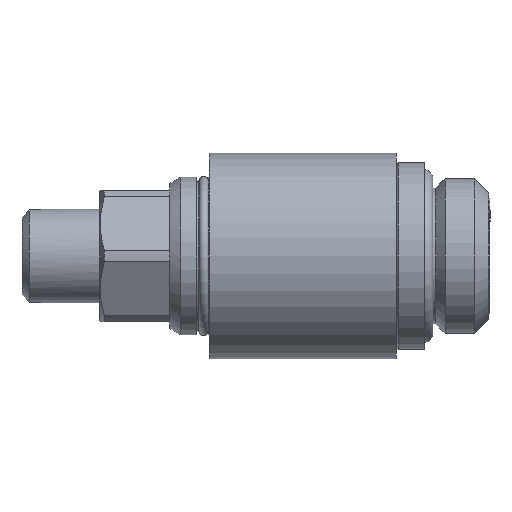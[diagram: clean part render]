
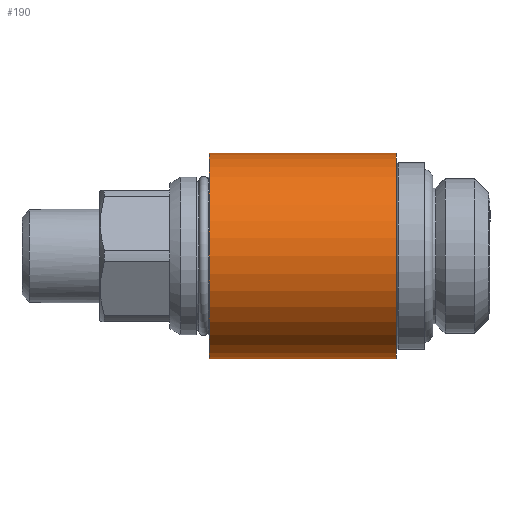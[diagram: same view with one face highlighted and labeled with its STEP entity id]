
A CAD part, left-side view. The second image highlights one B-rep face of the part: STEP entity #190.
In plain terms, the highlighted cylindrical face has radius 11 mm (diameter 22 mm), a full revolution.
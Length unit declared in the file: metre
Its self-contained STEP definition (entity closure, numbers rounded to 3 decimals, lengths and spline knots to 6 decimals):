
#190 = ADVANCED_FACE( 'NONE', ( #432, #433, #434 ), #435, .T. );
#432 = FACE_OUTER_BOUND( '', #904, .T. );
#433 = FACE_OUTER_BOUND( '', #905, .T. );
#434 = FACE_BOUND( '', #906, .T. );
#435 = CYLINDRICAL_SURFACE( '', #907, 0.011 );
#904 = EDGE_LOOP( '', ( #1404 ) );
#905 = EDGE_LOOP( '', ( #1405 ) );
#906 = EDGE_LOOP( '', ( #1406, #1407 ) );
#907 = AXIS2_PLACEMENT_3D( '', #1408, #1409, #1410 );
#1404 = ORIENTED_EDGE( '', *, *, #2038, .T. );
#1405 = ORIENTED_EDGE( '', *, *, #2039, .T. );
#1406 = ORIENTED_EDGE( '', *, *, #2040, .T. );
#1407 = ORIENTED_EDGE( '', *, *, #1975, .T. );
#1408 = CARTESIAN_POINT( '', ( 0., 0.036386, 0. ) );
#1409 = DIRECTION( '', ( 0., 1., 0. ) );
#1410 = DIRECTION( '', ( 0., 0., 1. ) );
#1975 = EDGE_CURVE( 'NONE', #2233, #2231, #2234, .T. );
#2038 = EDGE_CURVE( 'NONE', #2340, #2340, #2341, .T. );
#2039 = EDGE_CURVE( 'NONE', #2342, #2342, #2343, .T. );
#2040 = EDGE_CURVE( 'NONE', #2231, #2233, #2344, .T. );
#2231 = VERTEX_POINT( 'NONE', #2636 );
#2233 = VERTEX_POINT( 'NONE', #2638 );
#2234 = B_SPLINE_CURVE_WITH_KNOTS( '', 3, ( #2639, #2640, #2641, #2642, #2643, #2644, #2645, #2646, #2647, #2648, #2649, #2650, #2651, #2652, #2653, #2654, #2655, #2656, #2657, #2658, #2659, #2660, #2661 ), .UNSPECIFIED., .F., .F., ( 4, 1, 1, 1, 1, 1, 1, 1, 1, 1, 1, 1, 1, 1, 1, 1, 1, 1, 1, 1, 4 ), ( 0., 0.015629, 0.031259, 0.062504, 0.124933, 0.187377, 0.249898, 0.31242, 0.37494, 0.437461, 0.49998, 0.562501, 0.625023, 0.687544, 0.750065, 0.812587, 0.875041, 0.937484, 0.96874, 0.984367, 1. ), .UNSPECIFIED. );
#2340 = VERTEX_POINT( '', #2889 );
#2341 = CIRCLE( '', #2890, 0.011 );
#2342 = VERTEX_POINT( '', #2891 );
#2343 = CIRCLE( '', #2892, 0.011 );
#2344 = B_SPLINE_CURVE_WITH_KNOTS( '', 3, ( #2893, #2894, #2895, #2896, #2897, #2898, #2899, #2900, #2901, #2902, #2903, #2904, #2905, #2906, #2907, #2908, #2909, #2910, #2911, #2912, #2913, #2914, #2915 ), .UNSPECIFIED., .F., .F., ( 4, 1, 1, 1, 1, 1, 1, 1, 1, 1, 1, 1, 1, 1, 1, 1, 1, 1, 1, 1, 4 ), ( 0., 0.015629, 0.031259, 0.062504, 0.124933, 0.187378, 0.249898, 0.31242, 0.37494, 0.437461, 0.49998, 0.562501, 0.625022, 0.687543, 0.750064, 0.812586, 0.87504, 0.937484, 0.96874, 0.984367, 1. ), .UNSPECIFIED. );
#2636 = CARTESIAN_POINT( '', ( 0.009092, 0.022209, 0.006192 ) );
#2638 = CARTESIAN_POINT( '', ( 0.009093, 0.023407, -0.00619 ) );
#2639 = CARTESIAN_POINT( '', ( 0.009093, 0.023407, -0.00619 ) );
#2640 = CARTESIAN_POINT( '', ( 0.009087, 0.023301, -0.006198 ) );
#2641 = CARTESIAN_POINT( '', ( 0.009076, 0.023089, -0.006215 ) );
#2642 = CARTESIAN_POINT( '', ( 0.009072, 0.022663, -0.006221 ) );
#2643 = CARTESIAN_POINT( '', ( 0.009097, 0.02192, -0.006184 ) );
#2644 = CARTESIAN_POINT( '', ( 0.009236, 0.020877, -0.00598 ) );
#2645 = CARTESIAN_POINT( '', ( 0.009524, 0.019716, -0.005516 ) );
#2646 = CARTESIAN_POINT( '', ( 0.009882, 0.018676, -0.004855 ) );
#2647 = CARTESIAN_POINT( '', ( 0.010258, 0.017783, -0.004014 ) );
#2648 = CARTESIAN_POINT( '', ( 0.010601, 0.017063, -0.003007 ) );
#2649 = CARTESIAN_POINT( '', ( 0.010865, 0.01655, -0.001858 ) );
#2650 = CARTESIAN_POINT( '', ( 0.011008, 0.016285, -0.000605 ) );
#2651 = CARTESIAN_POINT( '', ( 0.011004, 0.016293, 0.000684 ) );
#2652 = CARTESIAN_POINT( '', ( 0.010852, 0.016575, 0.001932 ) );
#2653 = CARTESIAN_POINT( '', ( 0.010582, 0.017101, 0.003074 ) );
#2654 = CARTESIAN_POINT( '', ( 0.010235, 0.017833, 0.00407 ) );
#2655 = CARTESIAN_POINT( '', ( 0.00986, 0.018736, 0.004901 ) );
#2656 = CARTESIAN_POINT( '', ( 0.009504, 0.019783, 0.00555 ) );
#2657 = CARTESIAN_POINT( '', ( 0.009269, 0.020757, 0.005926 ) );
#2658 = CARTESIAN_POINT( '', ( 0.009158, 0.021475, 0.006094 ) );
#2659 = CARTESIAN_POINT( '', ( 0.009114, 0.021893, 0.006159 ) );
#2660 = CARTESIAN_POINT( '', ( 0.009099, 0.022104, 0.006181 ) );
#2661 = CARTESIAN_POINT( '', ( 0.009092, 0.022209, 0.006192 ) );
#2889 = CARTESIAN_POINT( '', ( 0., 0.0103, 0.011 ) );
#2890 = AXIS2_PLACEMENT_3D( '', #3478, #3479, #3480 );
#2891 = CARTESIAN_POINT( '', ( 0., 0.0303, 0.011 ) );
#2892 = AXIS2_PLACEMENT_3D( '', #3481, #3482, #3483 );
#2893 = CARTESIAN_POINT( '', ( 0.009092, 0.022209, 0.006192 ) );
#2894 = CARTESIAN_POINT( '', ( 0.009087, 0.022315, 0.0062 ) );
#2895 = CARTESIAN_POINT( '', ( 0.009076, 0.022527, 0.006215 ) );
#2896 = CARTESIAN_POINT( '', ( 0.009072, 0.022952, 0.006221 ) );
#2897 = CARTESIAN_POINT( '', ( 0.009099, 0.023694, 0.006182 ) );
#2898 = CARTESIAN_POINT( '', ( 0.009238, 0.024735, 0.005976 ) );
#2899 = CARTESIAN_POINT( '', ( 0.009527, 0.025893, 0.005512 ) );
#2900 = CARTESIAN_POINT( '', ( 0.009885, 0.02693, 0.00485 ) );
#2901 = CARTESIAN_POINT( '', ( 0.010259, 0.027821, 0.004009 ) );
#2902 = CARTESIAN_POINT( '', ( 0.010602, 0.028539, 0.003004 ) );
#2903 = CARTESIAN_POINT( '', ( 0.010865, 0.02905, 0.001856 ) );
#2904 = CARTESIAN_POINT( '', ( 0.011008, 0.029315, 0.000605 ) );
#2905 = CARTESIAN_POINT( '', ( 0.011004, 0.029307, -0.000682 ) );
#2906 = CARTESIAN_POINT( '', ( 0.010853, 0.029026, -0.001928 ) );
#2907 = CARTESIAN_POINT( '', ( 0.010583, 0.028502, -0.003068 ) );
#2908 = CARTESIAN_POINT( '', ( 0.010237, 0.027772, -0.004065 ) );
#2909 = CARTESIAN_POINT( '', ( 0.009863, 0.026872, -0.004895 ) );
#2910 = CARTESIAN_POINT( '', ( 0.009507, 0.025828, -0.005545 ) );
#2911 = CARTESIAN_POINT( '', ( 0.009272, 0.024856, -0.005921 ) );
#2912 = CARTESIAN_POINT( '', ( 0.00916, 0.02414, -0.006091 ) );
#2913 = CARTESIAN_POINT( '', ( 0.009116, 0.023723, -0.006157 ) );
#2914 = CARTESIAN_POINT( '', ( 0.009101, 0.023512, -0.006179 ) );
#2915 = CARTESIAN_POINT( '', ( 0.009093, 0.023407, -0.00619 ) );
#3478 = CARTESIAN_POINT( '', ( 0., 0.0103, 0. ) );
#3479 = DIRECTION( '', ( 0., 1., 0. ) );
#3480 = DIRECTION( '', ( 0., 0., 1. ) );
#3481 = CARTESIAN_POINT( '', ( 0., 0.0303, 0. ) );
#3482 = DIRECTION( '', ( 0., -1., 0. ) );
#3483 = DIRECTION( '', ( 0., 0., 1. ) );
